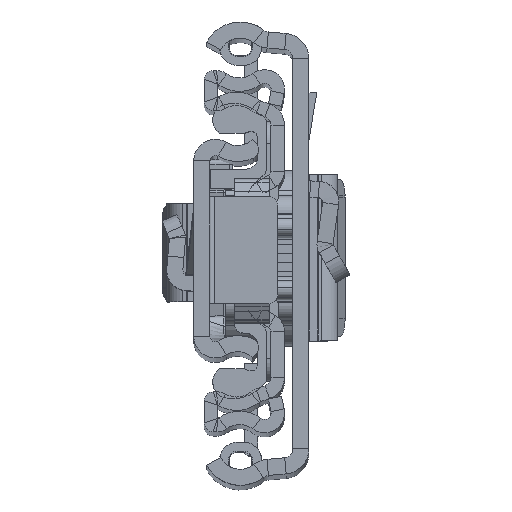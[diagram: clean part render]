
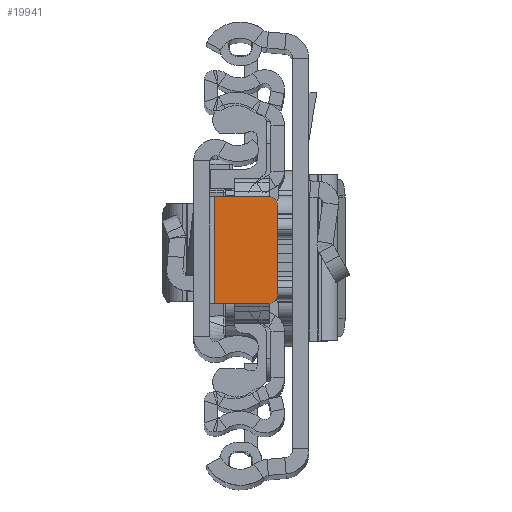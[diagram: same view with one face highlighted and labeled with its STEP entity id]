
A CAD part, top view. The second image highlights one B-rep face of the part: STEP entity #19941.
In plain terms, the highlighted planar face has unit normal (0, 0, 1).
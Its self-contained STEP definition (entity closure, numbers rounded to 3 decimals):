
#117 = CARTESIAN_POINT ( 'NONE',  ( -2.3, -5.849, -6.8 ) ) ;
#654 = AXIS2_PLACEMENT_3D ( 'NONE', #20092, #29382, #15694 ) ;
#1023 = ORIENTED_EDGE ( 'NONE', *, *, #21841, .F. ) ;
#2017 = VECTOR ( 'NONE', #12276, 1000. ) ;
#3439 = LINE ( 'NONE', #19728, #2017 ) ;
#3906 = EDGE_CURVE ( 'NONE', #6488, #21141, #11714, .T. ) ;
#4721 = DIRECTION ( 'NONE',  ( 0., 1., 0. ) ) ;
#5879 = CARTESIAN_POINT ( 'NONE',  ( -8.4, -5.849, -6.8 ) ) ;
#5945 = LINE ( 'NONE', #26673, #13166 ) ;
#6232 = VECTOR ( 'NONE', #12164, 1000. ) ;
#6488 = VERTEX_POINT ( 'NONE', #8593 ) ;
#6678 = EDGE_CURVE ( 'NONE', #6488, #12072, #21532, .T. ) ;
#7044 = ORIENTED_EDGE ( 'NONE', *, *, #8308, .T. ) ;
#7363 = DIRECTION ( 'NONE',  ( 0., 0., 1. ) ) ;
#7380 = DIRECTION ( 'NONE',  ( 0., 0., 1. ) ) ;
#7605 = AXIS2_PLACEMENT_3D ( 'NONE', #28225, #7363, #16199 ) ;
#8308 = EDGE_CURVE ( 'NONE', #20431, #21141, #15299, .T. ) ;
#8593 = CARTESIAN_POINT ( 'NONE',  ( -9.4, -4.849, -6.8 ) ) ;
#8696 = ORIENTED_EDGE ( 'NONE', *, *, #13542, .F. ) ;
#9070 = VERTEX_POINT ( 'NONE', #24997 ) ;
#11560 = CARTESIAN_POINT ( 'NONE',  ( -9.4, -5.849, -6.8 ) ) ;
#11714 = LINE ( 'NONE', #20412, #27219 ) ;
#12072 = VERTEX_POINT ( 'NONE', #5879 ) ;
#12164 = DIRECTION ( 'NONE',  ( -1., 0., 0. ) ) ;
#12276 = DIRECTION ( 'NONE',  ( 1., 0., 0. ) ) ;
#12296 = EDGE_LOOP ( 'NONE', ( #16716, #25688, #8696, #1023, #19059, #7044 ) ) ;
#13166 = VECTOR ( 'NONE', #21787, 1000. ) ;
#13542 = EDGE_CURVE ( 'NONE', #24079, #12072, #26037, .T. ) ;
#14525 = PLANE ( 'NONE',  #7605 ) ;
#15110 = EDGE_CURVE ( 'NONE', #20431, #9070, #3439, .T. ) ;
#15299 = CIRCLE ( 'NONE', #19673, 1. ) ;
#15694 = DIRECTION ( 'NONE',  ( 1., 0., 0. ) ) ;
#16199 = DIRECTION ( 'NONE',  ( 1., 0., 0. ) ) ;
#16669 = DIRECTION ( 'NONE',  ( 1., 0., 0. ) ) ;
#16716 = ORIENTED_EDGE ( 'NONE', *, *, #3906, .F. ) ;
#19059 = ORIENTED_EDGE ( 'NONE', *, *, #15110, .F. ) ;
#19082 = FACE_OUTER_BOUND ( 'NONE', #12296, .T. ) ;
#19485 = CARTESIAN_POINT ( 'NONE',  ( -8.4, 6.151, -6.8 ) ) ;
#19673 = AXIS2_PLACEMENT_3D ( 'NONE', #28242, #7380, #16669 ) ;
#19728 = CARTESIAN_POINT ( 'NONE',  ( -1.8, 6.151, -6.8 ) ) ;
#19941 = ADVANCED_FACE ( 'NONE', ( #19082 ), #14525, .T. ) ;
#20092 = CARTESIAN_POINT ( 'NONE',  ( -8.4, -4.849, -6.8 ) ) ;
#20412 = CARTESIAN_POINT ( 'NONE',  ( -9.4, 6.151, -6.8 ) ) ;
#20431 = VERTEX_POINT ( 'NONE', #19485 ) ;
#21081 = CARTESIAN_POINT ( 'NONE',  ( -9.4, 5.151, -6.8 ) ) ;
#21141 = VERTEX_POINT ( 'NONE', #21081 ) ;
#21532 = CIRCLE ( 'NONE', #654, 1. ) ;
#21787 = DIRECTION ( 'NONE',  ( 0., -1., 0. ) ) ;
#21841 = EDGE_CURVE ( 'NONE', #9070, #24079, #5945, .T. ) ;
#24079 = VERTEX_POINT ( 'NONE', #117 ) ;
#24997 = CARTESIAN_POINT ( 'NONE',  ( -2.3, 6.151, -6.8 ) ) ;
#25688 = ORIENTED_EDGE ( 'NONE', *, *, #6678, .T. ) ;
#26037 = LINE ( 'NONE', #11560, #6232 ) ;
#26673 = CARTESIAN_POINT ( 'NONE',  ( -2.3, 6.151, -6.8 ) ) ;
#27219 = VECTOR ( 'NONE', #4721, 1000. ) ;
#28225 = CARTESIAN_POINT ( 'NONE',  ( 0., 0., -6.8 ) ) ;
#28242 = CARTESIAN_POINT ( 'NONE',  ( -8.4, 5.151, -6.8 ) ) ;
#29382 = DIRECTION ( 'NONE',  ( 0., 0., 1. ) ) ;
